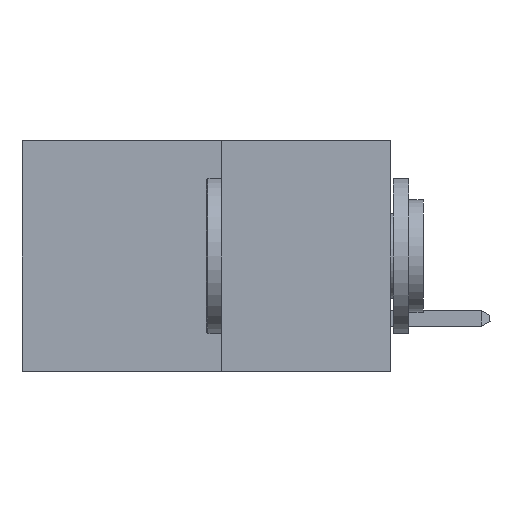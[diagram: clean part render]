
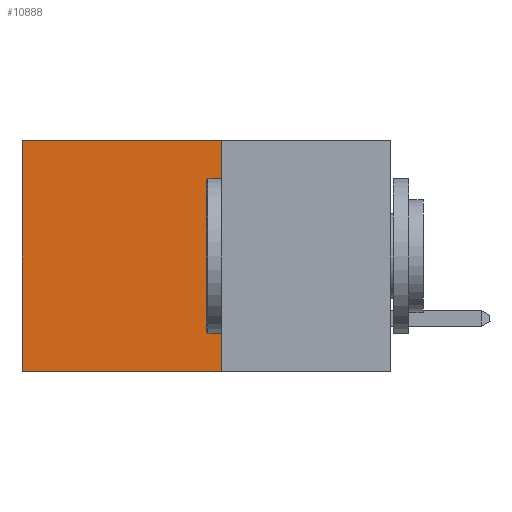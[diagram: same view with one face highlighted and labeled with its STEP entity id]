
A CAD part, left-side view. The second image highlights one B-rep face of the part: STEP entity #10888.
In plain terms, the highlighted planar face has unit normal (-1, 0, 0).
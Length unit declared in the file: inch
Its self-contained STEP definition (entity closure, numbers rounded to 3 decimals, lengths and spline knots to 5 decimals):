
#633 = VECTOR ( 'NONE', #20709, 39.37008 ) ;
#1372 = CARTESIAN_POINT ( 'NONE',  ( 0.277, 0.27, -0.37 ) ) ;
#1501 = CARTESIAN_POINT ( 'NONE',  ( 0.277, 0.27, 0. ) ) ;
#5035 = LINE ( 'NONE', #14507, #18817 ) ;
#6163 = PLANE ( 'NONE',  #12125 ) ;
#7483 = CARTESIAN_POINT ( 'NONE',  ( 0.277, 0.59, -0.37 ) ) ;
#7545 = LINE ( 'NONE', #15524, #633 ) ;
#7677 = EDGE_LOOP ( 'NONE', ( #17345, #18637, #11524, #32926 ) ) ;
#8332 = EDGE_CURVE ( 'NONE', #9557, #24861, #5035, .T. ) ;
#8491 = VECTOR ( 'NONE', #29908, 39.37008 ) ;
#8783 = DIRECTION ( 'NONE',  ( 1., 0., 0. ) ) ;
#9557 = VERTEX_POINT ( 'NONE', #29373 ) ;
#10461 = EDGE_CURVE ( 'NONE', #25707, #9557, #12580, .T. ) ;
#10888 = ADVANCED_FACE ( 'NONE', ( #19424 ), #6163, .F. ) ;
#10963 = VECTOR ( 'NONE', #24888, 39.37008 ) ;
#11011 = EDGE_CURVE ( 'NONE', #30956, #24861, #15361, .T. ) ;
#11524 = ORIENTED_EDGE ( 'NONE', *, *, #13346, .F. ) ;
#12125 = AXIS2_PLACEMENT_3D ( 'NONE', #24316, #8783, #26922 ) ;
#12580 = LINE ( 'NONE', #1501, #10963 ) ;
#13346 = EDGE_CURVE ( 'NONE', #25707, #30956, #7545, .T. ) ;
#14507 = CARTESIAN_POINT ( 'NONE',  ( 0.277, 0.59, -0.37 ) ) ;
#15361 = LINE ( 'NONE', #1372, #8491 ) ;
#15524 = CARTESIAN_POINT ( 'NONE',  ( 0.277, 0.27, -0.37 ) ) ;
#17345 = ORIENTED_EDGE ( 'NONE', *, *, #8332, .T. ) ;
#18637 = ORIENTED_EDGE ( 'NONE', *, *, #11011, .F. ) ;
#18817 = VECTOR ( 'NONE', #30004, 39.37008 ) ;
#19255 = CARTESIAN_POINT ( 'NONE',  ( 0.277, 0.27, -0.37 ) ) ;
#19424 = FACE_OUTER_BOUND ( 'NONE', #7677, .T. ) ;
#20709 = DIRECTION ( 'NONE',  ( 0., 0., -1. ) ) ;
#24316 = CARTESIAN_POINT ( 'NONE',  ( 0.277, 0.27, -0.37 ) ) ;
#24861 = VERTEX_POINT ( 'NONE', #7483 ) ;
#24888 = DIRECTION ( 'NONE',  ( 0., 1., 0. ) ) ;
#25707 = VERTEX_POINT ( 'NONE', #29086 ) ;
#26922 = DIRECTION ( 'NONE',  ( 0., 0., -1. ) ) ;
#29086 = CARTESIAN_POINT ( 'NONE',  ( 0.277, 0.27, 0. ) ) ;
#29373 = CARTESIAN_POINT ( 'NONE',  ( 0.277, 0.59, 0. ) ) ;
#29908 = DIRECTION ( 'NONE',  ( 0., 1., 0. ) ) ;
#30004 = DIRECTION ( 'NONE',  ( 0., 0., -1. ) ) ;
#30956 = VERTEX_POINT ( 'NONE', #19255 ) ;
#32926 = ORIENTED_EDGE ( 'NONE', *, *, #10461, .T. ) ;
